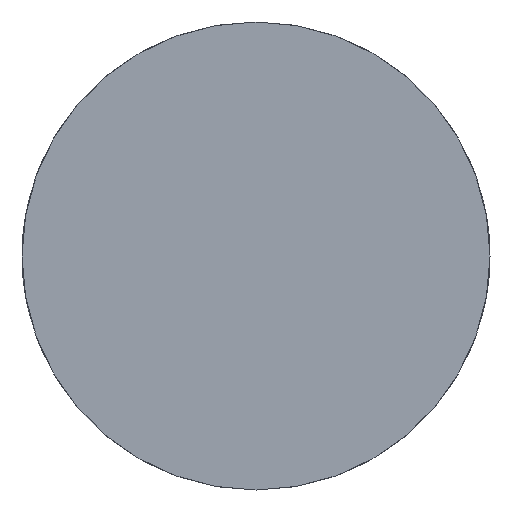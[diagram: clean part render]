
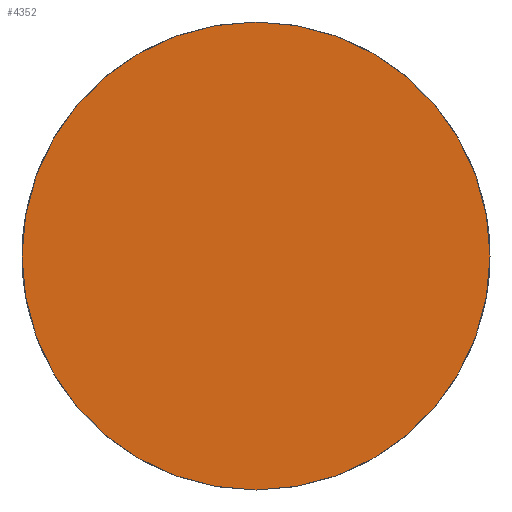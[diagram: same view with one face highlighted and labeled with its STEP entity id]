
A CAD part, front view. The second image highlights one B-rep face of the part: STEP entity #4352.
In plain terms, the highlighted planar face has unit normal (0, -1, 0).
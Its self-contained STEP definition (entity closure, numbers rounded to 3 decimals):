
#466 = CIRCLE ( 'NONE', #6300, 40. ) ;
#968 = CARTESIAN_POINT ( 'NONE',  ( 0., 0., 0. ) ) ;
#1447 = DIRECTION ( 'NONE',  ( 0., -1., 0. ) ) ;
#1544 = VERTEX_POINT ( 'NONE', #5792 ) ;
#2015 = ORIENTED_EDGE ( 'NONE', *, *, #5775, .T. ) ;
#2202 = ORIENTED_EDGE ( 'NONE', *, *, #4438, .T. ) ;
#2503 = CARTESIAN_POINT ( 'NONE',  ( 0., 0., -40. ) ) ;
#3124 = DIRECTION ( 'NONE',  ( 1., 0., 0. ) ) ;
#3672 = DIRECTION ( 'NONE',  ( 0., 0., -1. ) ) ;
#3929 = PLANE ( 'NONE',  #6176 ) ;
#4067 = FACE_OUTER_BOUND ( 'NONE', #5129, .T. ) ;
#4352 = ADVANCED_FACE ( 'NONE', ( #4067 ), #3929, .T. ) ;
#4438 = EDGE_CURVE ( 'NONE', #4863, #1544, #466, .T. ) ;
#4863 = VERTEX_POINT ( 'NONE', #2503 ) ;
#5129 = EDGE_LOOP ( 'NONE', ( #2202, #2015 ) ) ;
#5236 = DIRECTION ( 'NONE',  ( 0., -1., 0. ) ) ;
#5379 = CIRCLE ( 'NONE', #5498, 40. ) ;
#5415 = DIRECTION ( 'NONE',  ( 0., -1., 0. ) ) ;
#5498 = AXIS2_PLACEMENT_3D ( 'NONE', #7042, #1447, #3672 ) ;
#5751 = CARTESIAN_POINT ( 'NONE',  ( -41.6, 0., -41.614 ) ) ;
#5775 = EDGE_CURVE ( 'NONE', #1544, #4863, #5379, .T. ) ;
#5792 = CARTESIAN_POINT ( 'NONE',  ( 0., 0., 40. ) ) ;
#6176 = AXIS2_PLACEMENT_3D ( 'NONE', #5751, #5236, #3124 ) ;
#6300 = AXIS2_PLACEMENT_3D ( 'NONE', #968, #5415, #6536 ) ;
#6536 = DIRECTION ( 'NONE',  ( 0., 0., -1. ) ) ;
#7042 = CARTESIAN_POINT ( 'NONE',  ( 0., 0., 0. ) ) ;
